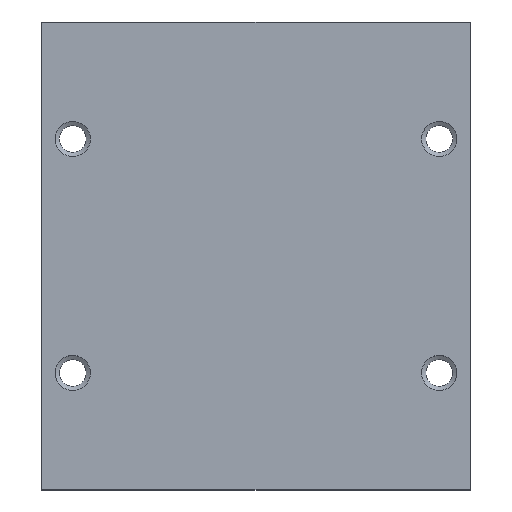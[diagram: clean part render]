
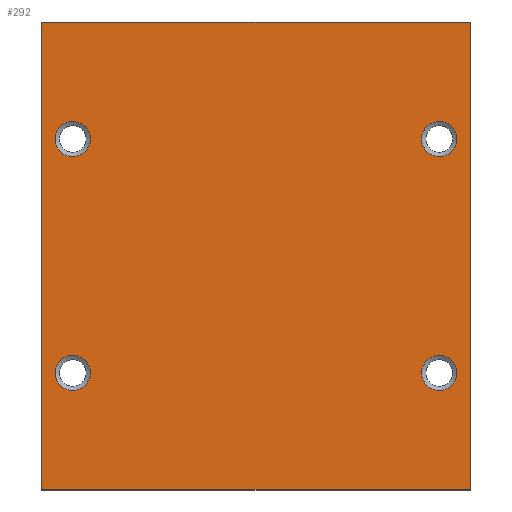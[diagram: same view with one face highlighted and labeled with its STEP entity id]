
A CAD part, top view. The second image highlights one B-rep face of the part: STEP entity #292.
In plain terms, the highlighted planar face has unit normal (0, 0, 1).
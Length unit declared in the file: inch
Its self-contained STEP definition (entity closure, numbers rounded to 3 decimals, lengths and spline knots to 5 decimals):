
#24=LINE('',#480,#40);
#27=LINE('',#486,#43);
#30=LINE('',#492,#46);
#33=LINE('',#496,#49);
#40=VECTOR('',#396,3.);
#43=VECTOR('',#401,2.75);
#46=VECTOR('',#406,3.);
#49=VECTOR('',#411,2.75);
#58=PLANE('',#328);
#80=FACE_BOUND('',#135,.T.);
#81=FACE_BOUND('',#136,.T.);
#82=FACE_BOUND('',#137,.T.);
#83=FACE_BOUND('',#138,.T.);
#104=FACE_OUTER_BOUND('',#134,.T.);
#134=EDGE_LOOP('',(#256,#257,#258,#259));
#135=EDGE_LOOP('',(#260));
#136=EDGE_LOOP('',(#261));
#137=EDGE_LOOP('',(#262));
#138=EDGE_LOOP('',(#263));
#146=CIRCLE('',#300,0.113);
#149=CIRCLE('',#305,0.113);
#152=CIRCLE('',#310,0.113);
#155=CIRCLE('',#315,0.113);
#166=VERTEX_POINT('',#435);
#169=VERTEX_POINT('',#443);
#172=VERTEX_POINT('',#451);
#175=VERTEX_POINT('',#459);
#182=VERTEX_POINT('',#477);
#183=VERTEX_POINT('',#479);
#185=VERTEX_POINT('',#485);
#187=VERTEX_POINT('',#491);
#190=EDGE_CURVE('',#166,#166,#146,.T.);
#193=EDGE_CURVE('',#169,#169,#149,.T.);
#196=EDGE_CURVE('',#172,#172,#152,.T.);
#199=EDGE_CURVE('',#175,#175,#155,.T.);
#206=EDGE_CURVE('',#183,#182,#24,.T.);
#209=EDGE_CURVE('',#185,#183,#27,.T.);
#212=EDGE_CURVE('',#187,#185,#30,.T.);
#215=EDGE_CURVE('',#182,#187,#33,.T.);
#256=ORIENTED_EDGE('',*,*,#215,.T.);
#257=ORIENTED_EDGE('',*,*,#212,.T.);
#258=ORIENTED_EDGE('',*,*,#209,.T.);
#259=ORIENTED_EDGE('',*,*,#206,.T.);
#260=ORIENTED_EDGE('',*,*,#190,.T.);
#261=ORIENTED_EDGE('',*,*,#193,.T.);
#262=ORIENTED_EDGE('',*,*,#196,.T.);
#263=ORIENTED_EDGE('',*,*,#199,.T.);
#292=ADVANCED_FACE('',(#104,#80,#81,#82,#83),#58,.T.);
#300=AXIS2_PLACEMENT_3D('',#436,#344,#345);
#305=AXIS2_PLACEMENT_3D('',#444,#354,#355);
#310=AXIS2_PLACEMENT_3D('',#452,#364,#365);
#315=AXIS2_PLACEMENT_3D('',#460,#374,#375);
#328=AXIS2_PLACEMENT_3D('',#497,#412,#413);
#344=DIRECTION('center_axis',(0.,0.,-1.));
#345=DIRECTION('ref_axis',(1.,0.,0.));
#354=DIRECTION('center_axis',(0.,0.,-1.));
#355=DIRECTION('ref_axis',(1.,0.,0.));
#364=DIRECTION('center_axis',(0.,0.,-1.));
#365=DIRECTION('ref_axis',(1.,0.,0.));
#374=DIRECTION('center_axis',(0.,0.,-1.));
#375=DIRECTION('ref_axis',(1.,0.,0.));
#396=DIRECTION('',(0.,-1.,0.));
#401=DIRECTION('',(-1.,0.,0.));
#406=DIRECTION('',(0.,1.,0.));
#411=DIRECTION('',(1.,0.,0.));
#412=DIRECTION('center_axis',(0.,0.,1.));
#413=DIRECTION('ref_axis',(1.,0.,0.));
#435=CARTESIAN_POINT('',(2.663,0.75,0.25));
#436=CARTESIAN_POINT('Origin',(2.55,0.75,0.25));
#443=CARTESIAN_POINT('',(0.313,2.25,0.25));
#444=CARTESIAN_POINT('Origin',(0.2,2.25,0.25));
#451=CARTESIAN_POINT('',(0.313,0.75,0.25));
#452=CARTESIAN_POINT('Origin',(0.2,0.75,0.25));
#459=CARTESIAN_POINT('',(2.663,2.25,0.25));
#460=CARTESIAN_POINT('Origin',(2.55,2.25,0.25));
#477=CARTESIAN_POINT('',(0.,0.,0.25));
#479=CARTESIAN_POINT('',(0.,3.,0.25));
#480=CARTESIAN_POINT('',(0.,3.,0.25));
#485=CARTESIAN_POINT('',(2.75,3.,0.25));
#486=CARTESIAN_POINT('',(2.75,3.,0.25));
#491=CARTESIAN_POINT('',(2.75,0.,0.25));
#492=CARTESIAN_POINT('',(2.75,0.,0.25));
#496=CARTESIAN_POINT('',(0.,0.,0.25));
#497=CARTESIAN_POINT('Origin',(1.375,1.5,0.25));
